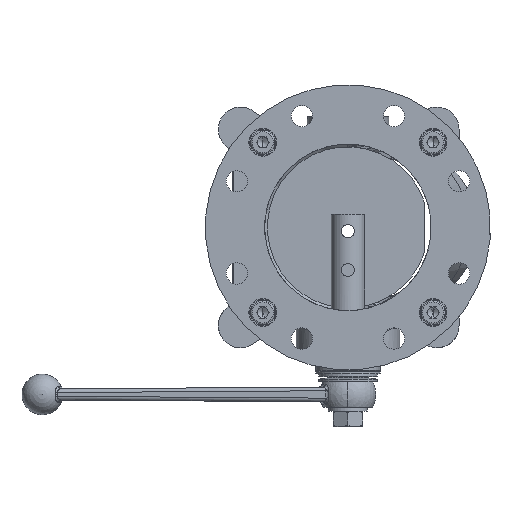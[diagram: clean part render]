
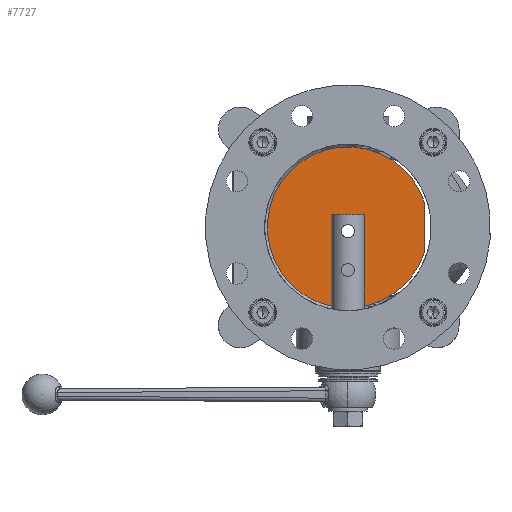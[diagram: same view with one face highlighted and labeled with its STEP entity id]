
A CAD part, left-side view. The second image highlights one B-rep face of the part: STEP entity #7727.
In plain terms, the highlighted planar face has unit normal (1, 0, 0).
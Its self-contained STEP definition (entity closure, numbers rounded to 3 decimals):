
#1679 = EDGE_LOOP ( 'NONE', ( #12977, #12976 ) ) ;
#2130 = EDGE_LOOP ( 'NONE', ( #12980, #12981 ) ) ;
#2132 = EDGE_LOOP ( 'NONE', ( #12978, #12979 ) ) ;
#5144 = EDGE_CURVE ( 'NONE', #53607, #53609, #25805, .T. ) ;
#5145 = EDGE_CURVE ( 'NONE', #53610, #53612, #25806, .T. ) ;
#5147 = EDGE_CURVE ( 'NONE', #53605, #53606, #25807, .T. ) ;
#5149 = EDGE_CURVE ( 'NONE', #53612, #53610, #25809, .T. ) ;
#5151 = EDGE_CURVE ( 'NONE', #53609, #53607, #25803, .T. ) ;
#5154 = EDGE_CURVE ( 'NONE', #53606, #53605, #25810, .T. ) ;
#7727 = ADVANCED_FACE ( 'NONE', ( #14180, #14176, #14205 ), #15948, .F. ) ;
#10923 = AXIS2_PLACEMENT_3D ( 'NONE', #35648, #35651, #35653 ) ;
#10924 = AXIS2_PLACEMENT_3D ( 'NONE', #35641, #35644, #35646 ) ;
#10926 = AXIS2_PLACEMENT_3D ( 'NONE', #35633, #35637, #35639 ) ;
#10927 = AXIS2_PLACEMENT_3D ( 'NONE', #35655, #35659, #35661 ) ;
#10930 = AXIS2_PLACEMENT_3D ( 'NONE', #35635, #35670, #35672 ) ;
#12976 = ORIENTED_EDGE ( 'NONE', *, *, #5154, .T. ) ;
#12977 = ORIENTED_EDGE ( 'NONE', *, *, #5147, .T. ) ;
#12978 = ORIENTED_EDGE ( 'NONE', *, *, #5144, .F. ) ;
#12979 = ORIENTED_EDGE ( 'NONE', *, *, #5151, .F. ) ;
#12980 = ORIENTED_EDGE ( 'NONE', *, *, #5145, .T. ) ;
#12981 = ORIENTED_EDGE ( 'NONE', *, *, #5149, .T. ) ;
#14176 = FACE_OUTER_BOUND ( 'NONE', #2132, .T. ) ;
#14180 = FACE_BOUND ( 'NONE', #1679, .T. ) ;
#14205 = FACE_BOUND ( 'NONE', #2130, .T. ) ;
#15948 = PLANE ( 'NONE',  #54070 ) ;
#15949 = CARTESIAN_POINT ( 'NONE',  ( 31.5, 0., 0. ) ) ;
#15957 = DIRECTION ( 'NONE',  ( -1., 0., 0. ) ) ;
#15958 = DIRECTION ( 'NONE',  ( 0., 1., 0. ) ) ;
#25794 = VECTOR ( 'NONE', #35666, 1000. ) ;
#25803 = LINE ( 'NONE', #35664, #25794 ) ;
#25805 = CIRCLE ( 'NONE', #10926, 43.5 ) ;
#25806 = CIRCLE ( 'NONE', #10924, 4.5 ) ;
#25807 = CIRCLE ( 'NONE', #10923, 4.5 ) ;
#25809 = CIRCLE ( 'NONE', #10927, 4.5 ) ;
#25810 = CIRCLE ( 'NONE', #10930, 4.5 ) ;
#35633 = CARTESIAN_POINT ( 'NONE',  ( 31.5, 0., 0. ) ) ;
#35635 = CARTESIAN_POINT ( 'NONE',  ( 31.5, 0., -23. ) ) ;
#35637 = DIRECTION ( 'NONE',  ( -1., 0., 0. ) ) ;
#35639 = DIRECTION ( 'NONE',  ( 0., 1., 0. ) ) ;
#35641 = CARTESIAN_POINT ( 'NONE',  ( 31.5, 0., -2. ) ) ;
#35644 = DIRECTION ( 'NONE',  ( -1., 0., 0. ) ) ;
#35646 = DIRECTION ( 'NONE',  ( 0., 1., 0. ) ) ;
#35648 = CARTESIAN_POINT ( 'NONE',  ( 31.5, 0., -23. ) ) ;
#35651 = DIRECTION ( 'NONE',  ( -1., 0., 0. ) ) ;
#35653 = DIRECTION ( 'NONE',  ( 0., 1., 0. ) ) ;
#35655 = CARTESIAN_POINT ( 'NONE',  ( 31.5, 0., -2. ) ) ;
#35659 = DIRECTION ( 'NONE',  ( -1., 0., 0. ) ) ;
#35661 = DIRECTION ( 'NONE',  ( 0., 1., 0. ) ) ;
#35664 = CARTESIAN_POINT ( 'NONE',  ( 31.5, -41.5, -13.038 ) ) ;
#35666 = DIRECTION ( 'NONE',  ( 0., 0., 1. ) ) ;
#35670 = DIRECTION ( 'NONE',  ( -1., 0., 0. ) ) ;
#35672 = DIRECTION ( 'NONE',  ( 0., 1., 0. ) ) ;
#36866 = CARTESIAN_POINT ( 'NONE',  ( 31.5, 4.5, -23. ) ) ;
#36867 = CARTESIAN_POINT ( 'NONE',  ( 31.5, -4.5, -23. ) ) ;
#36868 = CARTESIAN_POINT ( 'NONE',  ( 31.5, -41.5, 13.038 ) ) ;
#36869 = CARTESIAN_POINT ( 'NONE',  ( 31.5, -41.5, -13.038 ) ) ;
#36870 = CARTESIAN_POINT ( 'NONE',  ( 31.5, 4.5, -2. ) ) ;
#36871 = CARTESIAN_POINT ( 'NONE',  ( 31.5, -4.5, -2. ) ) ;
#53605 = VERTEX_POINT ( 'NONE', #36866 ) ;
#53606 = VERTEX_POINT ( 'NONE', #36867 ) ;
#53607 = VERTEX_POINT ( 'NONE', #36868 ) ;
#53609 = VERTEX_POINT ( 'NONE', #36869 ) ;
#53610 = VERTEX_POINT ( 'NONE', #36870 ) ;
#53612 = VERTEX_POINT ( 'NONE', #36871 ) ;
#54070 = AXIS2_PLACEMENT_3D ( 'NONE', #15949, #15957, #15958 ) ;
